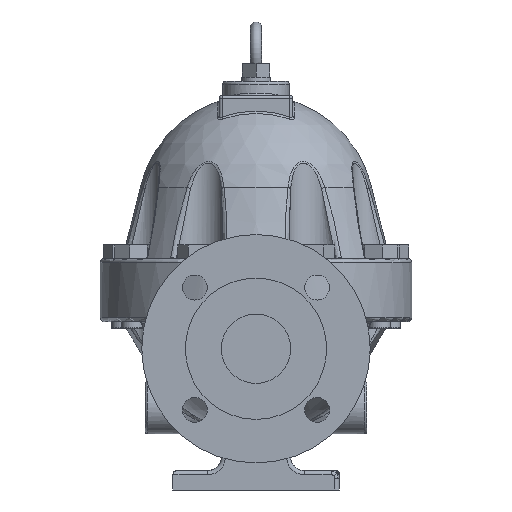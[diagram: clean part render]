
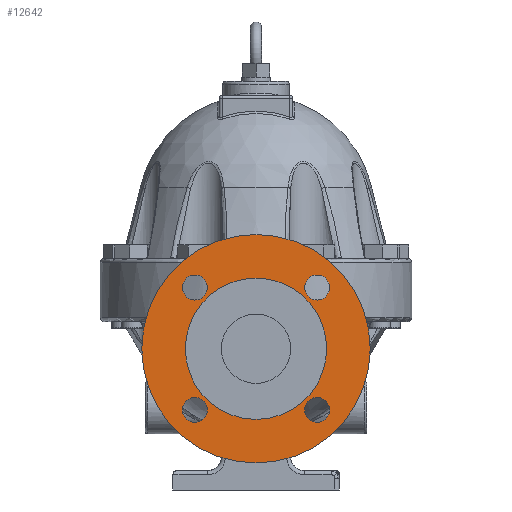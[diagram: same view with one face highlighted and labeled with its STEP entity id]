
A CAD part, front view. The second image highlights one B-rep face of the part: STEP entity #12642.
In plain terms, the highlighted planar face has unit normal (0, -1, 0).
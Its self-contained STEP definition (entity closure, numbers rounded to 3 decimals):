
#2368=FACE_BOUND('',#3592,.T.);
#2369=FACE_BOUND('',#3593,.T.);
#2370=FACE_BOUND('',#3594,.T.);
#2371=FACE_BOUND('',#3595,.T.);
#2372=FACE_BOUND('',#3596,.T.);
#2718=FACE_OUTER_BOUND('',#3591,.T.);
#3591=EDGE_LOOP('',(#8471));
#3592=EDGE_LOOP('',(#8472));
#3593=EDGE_LOOP('',(#8473));
#3594=EDGE_LOOP('',(#8474));
#3595=EDGE_LOOP('',(#8475));
#3596=EDGE_LOOP('',(#8476));
#4503=CIRCLE('',#13531,82.5);
#4511=CIRCLE('',#13543,51.);
#4513=CIRCLE('',#13546,9.);
#4514=CIRCLE('',#13547,9.);
#4515=CIRCLE('',#13548,9.);
#4516=CIRCLE('',#13549,9.);
#5183=VERTEX_POINT('',#19123);
#5191=VERTEX_POINT('',#19143);
#5193=VERTEX_POINT('',#19148);
#5194=VERTEX_POINT('',#19150);
#5195=VERTEX_POINT('',#19152);
#5196=VERTEX_POINT('',#19154);
#6452=EDGE_CURVE('',#5183,#5183,#4503,.T.);
#6460=EDGE_CURVE('',#5191,#5191,#4511,.T.);
#6462=EDGE_CURVE('',#5193,#5193,#4513,.T.);
#6463=EDGE_CURVE('',#5194,#5194,#4514,.T.);
#6464=EDGE_CURVE('',#5195,#5195,#4515,.T.);
#6465=EDGE_CURVE('',#5196,#5196,#4516,.T.);
#8471=ORIENTED_EDGE('',*,*,#6452,.F.);
#8472=ORIENTED_EDGE('',*,*,#6460,.F.);
#8473=ORIENTED_EDGE('',*,*,#6462,.F.);
#8474=ORIENTED_EDGE('',*,*,#6463,.F.);
#8475=ORIENTED_EDGE('',*,*,#6464,.F.);
#8476=ORIENTED_EDGE('',*,*,#6465,.F.);
#12273=PLANE('',#13545);
#12642=ADVANCED_FACE('',(#2718,#2368,#2369,#2370,#2371,#2372),#12273,.F.);
#13531=AXIS2_PLACEMENT_3D('',#19124,#15092,#15093);
#13543=AXIS2_PLACEMENT_3D('',#19144,#15116,#15117);
#13545=AXIS2_PLACEMENT_3D('',#19147,#15120,#15121);
#13546=AXIS2_PLACEMENT_3D('',#19149,#15122,#15123);
#13547=AXIS2_PLACEMENT_3D('',#19151,#15124,#15125);
#13548=AXIS2_PLACEMENT_3D('',#19153,#15126,#15127);
#13549=AXIS2_PLACEMENT_3D('',#19155,#15128,#15129);
#15092=DIRECTION('center_axis',(0.,1.,0.));
#15093=DIRECTION('ref_axis',(-1.,0.,0.));
#15116=DIRECTION('center_axis',(0.,-1.,0.));
#15117=DIRECTION('ref_axis',(-1.,0.,0.));
#15120=DIRECTION('center_axis',(0.,1.,0.));
#15121=DIRECTION('ref_axis',(0.,0.,1.));
#15122=DIRECTION('center_axis',(0.,-1.,0.));
#15123=DIRECTION('ref_axis',(-1.,0.,0.));
#15124=DIRECTION('center_axis',(0.,-1.,0.));
#15125=DIRECTION('ref_axis',(0.,0.,1.));
#15126=DIRECTION('center_axis',(0.,-1.,0.));
#15127=DIRECTION('ref_axis',(1.,0.,0.));
#15128=DIRECTION('center_axis',(0.,-1.,0.));
#15129=DIRECTION('ref_axis',(0.,0.,-1.));
#19123=CARTESIAN_POINT('',(82.5,-290.4,-42.));
#19124=CARTESIAN_POINT('Origin',(0.,-290.4,-42.));
#19143=CARTESIAN_POINT('',(51.,-290.4,-42.));
#19144=CARTESIAN_POINT('Origin',(0.,-290.4,-42.));
#19147=CARTESIAN_POINT('Origin',(0.,-290.4,-42.));
#19148=CARTESIAN_POINT('',(-35.194,-290.4,2.194));
#19149=CARTESIAN_POINT('Origin',(-44.194,-290.4,2.194));
#19150=CARTESIAN_POINT('',(53.194,-290.4,2.194));
#19151=CARTESIAN_POINT('Origin',(44.194,-290.4,2.194));
#19152=CARTESIAN_POINT('',(53.194,-290.4,-86.194));
#19153=CARTESIAN_POINT('Origin',(44.194,-290.4,-86.194));
#19154=CARTESIAN_POINT('',(-35.194,-290.4,-86.194));
#19155=CARTESIAN_POINT('Origin',(-44.194,-290.4,-86.194));
